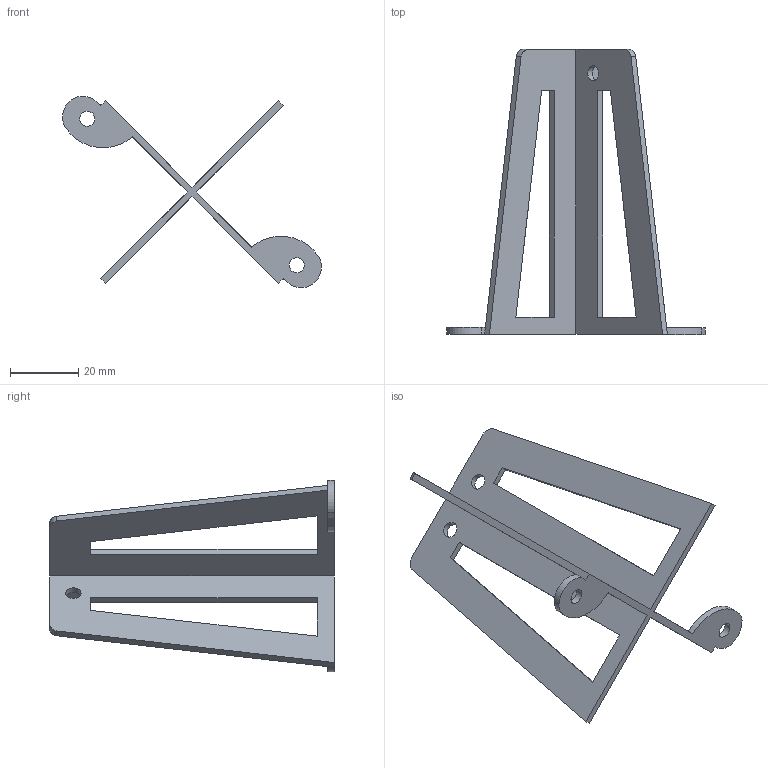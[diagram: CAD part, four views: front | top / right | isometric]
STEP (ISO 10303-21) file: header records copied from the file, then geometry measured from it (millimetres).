
FILE_DESCRIPTION(/* description */ (''),/* implementation_level */ '2;1');
FILE_NAME(/* name */ '67cd22e9-38a4-426c-945a-55db543657b9.stp',/* time_stamp */ '2015-10-12T12:49:25-05:00',/* author */ (''),/* organization */ (''),/* preprocessor_version */ 'ST-DEVELOPER v16.1',/* originating_system */ 'Autodesk Translation Framework v4.1.0.1560',/* authorisation */ '');
FILE_SCHEMA (('AUTOMOTIVE_DESIGN { 1 0 10303 214 3 1 1 }'));
Length unit declared in the file: centimetre
Products named in the file (1): stand-bottom-split-1
Bounding box: 75.84 x 83.5 x 56.04 mm (x, y, z)
Volume: 14818.9 mm3; surface area: 17094.8 mm2
Topology: 1 solids, 1 shells, 54 faces, 152 edges, 100 vertices
Faces by surface type: plane 42, cylinder 8, torus 4
Full cylindrical faces by diameter (mm): 4.46 x4
Entity records: 1824 total; most frequent: CARTESIAN_POINT 375, ORIENTED_EDGE 296, DIRECTION 278, EDGE_CURVE 148, LINE 112, VECTOR 112, VERTEX_POINT 100, AXIS2_PLACEMENT_3D 83
